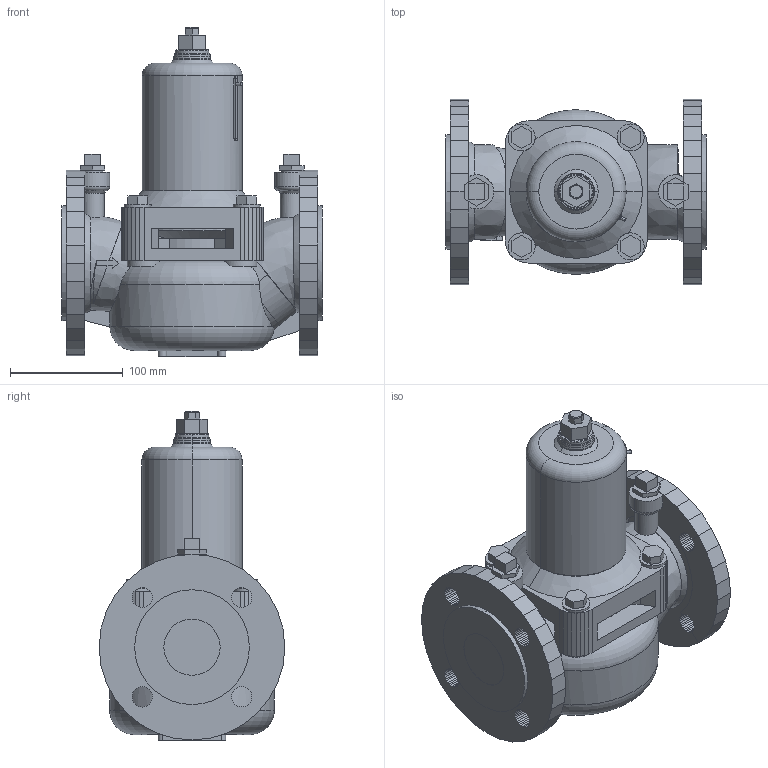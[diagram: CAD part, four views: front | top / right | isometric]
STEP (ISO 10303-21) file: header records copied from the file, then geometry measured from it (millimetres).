
FILE_DESCRIPTION(('no description'),'unknown implementation level');
FILE_NAME('HoneywellHome_D15S-50A_3D.stp',' ',('pit-cup GmbH'),('ccLab - KiM Gmbh - www.kimweb.de'),'unknown preprocess','ACIS','unknown authorization');
FILE_SCHEMA(('automotive_design'));
Length unit declared in the file: millimetre
Products named in the file (3): 1; 2; 3
Bounding box: 231.8 x 165.01 x 292.9 mm (x, y, z)
Volume: 3844652.8 mm3; surface area: 290478.7 mm2
Topology: 3 solids, 7 shells, 758 faces, 2183 edges, 1436 vertices
Faces by surface type: plane 619, cylinder 79, cone 26, torus 24, bspline 10
Entity records: 55870 total; most frequent: CARTESIAN_POINT 11800, STYLED_ITEM 4378, PRESENTATION_STYLE_ASSIGNMENT 4378, COLOUR_RGB 4378, ORIENTED_EDGE 4370, DIRECTION 3824, EDGE_CURVE 2181, CURVE_STYLE 2181
